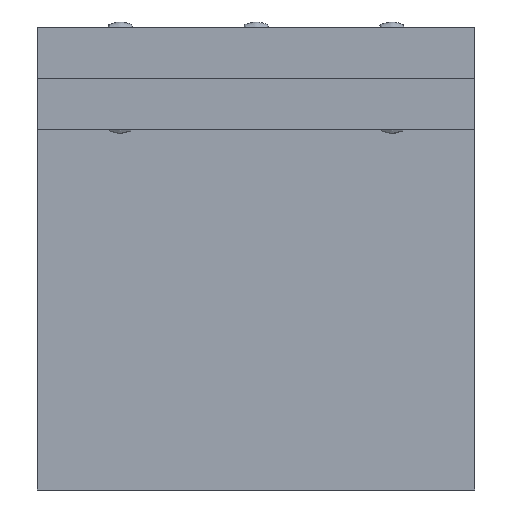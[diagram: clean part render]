
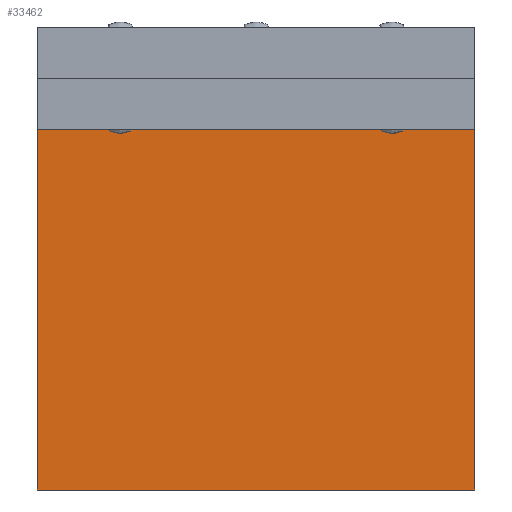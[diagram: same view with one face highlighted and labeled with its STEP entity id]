
A CAD part, left-side view. The second image highlights one B-rep face of the part: STEP entity #33462.
In plain terms, the highlighted planar face has unit normal (-1, 0, 0).
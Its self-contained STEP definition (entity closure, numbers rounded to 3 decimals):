
#31061 = VERTEX_POINT('',#31062);
#31062 = CARTESIAN_POINT('',(-27.5,42.5,0.));
#31071 = PLANE('',#31072);
#31072 = AXIS2_PLACEMENT_3D('',#31073,#31074,#31075);
#31073 = CARTESIAN_POINT('',(-42.5,42.5,0.));
#31074 = DIRECTION('',(0.,1.,0.));
#31075 = DIRECTION('',(1.,0.,0.));
#31083 = PLANE('',#31084);
#31084 = AXIS2_PLACEMENT_3D('',#31085,#31086,#31087);
#31085 = CARTESIAN_POINT('',(0.,0.,0.));
#31086 = DIRECTION('',(-0.,-0.,-1.));
#31087 = DIRECTION('',(-1.,0.,0.));
#31095 = EDGE_CURVE('',#31061,#31096,#31098,.T.);
#31096 = VERTEX_POINT('',#31097);
#31097 = CARTESIAN_POINT('',(-27.5,42.5,70.));
#31098 = SURFACE_CURVE('',#31099,(#31103,#31110),.PCURVE_S1.);
#31099 = LINE('',#31100,#31101);
#31100 = CARTESIAN_POINT('',(-27.5,42.5,0.));
#31101 = VECTOR('',#31102,1.);
#31102 = DIRECTION('',(0.,0.,1.));
#31103 = PCURVE('',#31071,#31104);
#31104 = DEFINITIONAL_REPRESENTATION('',(#31105),#31109);
#31105 = LINE('',#31106,#31107);
#31106 = CARTESIAN_POINT('',(15.,0.));
#31107 = VECTOR('',#31108,1.);
#31108 = DIRECTION('',(0.,-1.));
#31109 = ( GEOMETRIC_REPRESENTATION_CONTEXT(2) 
PARAMETRIC_REPRESENTATION_CONTEXT() REPRESENTATION_CONTEXT('2D SPACE',''
  ) );
#31110 = PCURVE('',#31111,#31116);
#31111 = PLANE('',#31112);
#31112 = AXIS2_PLACEMENT_3D('',#31113,#31114,#31115);
#31113 = CARTESIAN_POINT('',(-27.5,-42.5,0.));
#31114 = DIRECTION('',(1.,0.,0.));
#31115 = DIRECTION('',(0.,-1.,0.));
#31116 = DEFINITIONAL_REPRESENTATION('',(#31117),#31121);
#31117 = LINE('',#31118,#31119);
#31118 = CARTESIAN_POINT('',(-85.,0.));
#31119 = VECTOR('',#31120,1.);
#31120 = DIRECTION('',(-0.,-1.));
#31121 = ( GEOMETRIC_REPRESENTATION_CONTEXT(2) 
PARAMETRIC_REPRESENTATION_CONTEXT() REPRESENTATION_CONTEXT('2D SPACE',''
  ) );
#31139 = PLANE('',#31140);
#31140 = AXIS2_PLACEMENT_3D('',#31141,#31142,#31143);
#31141 = CARTESIAN_POINT('',(-35.,0.,70.));
#31142 = DIRECTION('',(0.,0.,-1.));
#31143 = DIRECTION('',(-1.,-0.,-0.));
#31876 = VERTEX_POINT('',#31877);
#31877 = CARTESIAN_POINT('',(-27.5,-42.5,0.));
#31891 = PLANE('',#31892);
#31892 = AXIS2_PLACEMENT_3D('',#31893,#31894,#31895);
#31893 = CARTESIAN_POINT('',(42.5,-42.5,0.));
#31894 = DIRECTION('',(0.,-1.,0.));
#31895 = DIRECTION('',(-1.,0.,0.));
#31903 = EDGE_CURVE('',#31876,#31061,#31904,.T.);
#31904 = SURFACE_CURVE('',#31905,(#31909,#31916),.PCURVE_S1.);
#31905 = LINE('',#31906,#31907);
#31906 = CARTESIAN_POINT('',(-27.5,-42.5,0.));
#31907 = VECTOR('',#31908,1.);
#31908 = DIRECTION('',(-0.,1.,0.));
#31909 = PCURVE('',#31083,#31910);
#31910 = DEFINITIONAL_REPRESENTATION('',(#31911),#31915);
#31911 = LINE('',#31912,#31913);
#31912 = CARTESIAN_POINT('',(27.5,-42.5));
#31913 = VECTOR('',#31914,1.);
#31914 = DIRECTION('',(0.,1.));
#31915 = ( GEOMETRIC_REPRESENTATION_CONTEXT(2) 
PARAMETRIC_REPRESENTATION_CONTEXT() REPRESENTATION_CONTEXT('2D SPACE',''
  ) );
#31916 = PCURVE('',#31111,#31917);
#31917 = DEFINITIONAL_REPRESENTATION('',(#31918),#31922);
#31918 = LINE('',#31919,#31920);
#31919 = CARTESIAN_POINT('',(-0.,0.));
#31920 = VECTOR('',#31921,1.);
#31921 = DIRECTION('',(-1.,0.));
#31922 = ( GEOMETRIC_REPRESENTATION_CONTEXT(2) 
PARAMETRIC_REPRESENTATION_CONTEXT() REPRESENTATION_CONTEXT('2D SPACE',''
  ) );
#33358 = VERTEX_POINT('',#33359);
#33359 = CARTESIAN_POINT('',(-27.5,-42.5,70.));
#33380 = EDGE_CURVE('',#33358,#31096,#33381,.T.);
#33381 = SURFACE_CURVE('',#33382,(#33386,#33393),.PCURVE_S1.);
#33382 = LINE('',#33383,#33384);
#33383 = CARTESIAN_POINT('',(-27.5,-42.5,70.));
#33384 = VECTOR('',#33385,1.);
#33385 = DIRECTION('',(-0.,1.,0.));
#33386 = PCURVE('',#31139,#33387);
#33387 = DEFINITIONAL_REPRESENTATION('',(#33388),#33392);
#33388 = LINE('',#33389,#33390);
#33389 = CARTESIAN_POINT('',(-7.5,-42.5));
#33390 = VECTOR('',#33391,1.);
#33391 = DIRECTION('',(-0.,1.));
#33392 = ( GEOMETRIC_REPRESENTATION_CONTEXT(2) 
PARAMETRIC_REPRESENTATION_CONTEXT() REPRESENTATION_CONTEXT('2D SPACE',''
  ) );
#33393 = PCURVE('',#31111,#33394);
#33394 = DEFINITIONAL_REPRESENTATION('',(#33395),#33399);
#33395 = LINE('',#33396,#33397);
#33396 = CARTESIAN_POINT('',(-0.,-70.));
#33397 = VECTOR('',#33398,1.);
#33398 = DIRECTION('',(-1.,0.));
#33399 = ( GEOMETRIC_REPRESENTATION_CONTEXT(2) 
PARAMETRIC_REPRESENTATION_CONTEXT() REPRESENTATION_CONTEXT('2D SPACE',''
  ) );
#33462 = ADVANCED_FACE('',(#33463),#31111,.F.);
#33463 = FACE_BOUND('',#33464,.T.);
#33464 = EDGE_LOOP('',(#33465,#33486,#33487,#33488));
#33465 = ORIENTED_EDGE('',*,*,#33466,.T.);
#33466 = EDGE_CURVE('',#31876,#33358,#33467,.T.);
#33467 = SURFACE_CURVE('',#33468,(#33472,#33479),.PCURVE_S1.);
#33468 = LINE('',#33469,#33470);
#33469 = CARTESIAN_POINT('',(-27.5,-42.5,0.));
#33470 = VECTOR('',#33471,1.);
#33471 = DIRECTION('',(0.,0.,1.));
#33472 = PCURVE('',#31111,#33473);
#33473 = DEFINITIONAL_REPRESENTATION('',(#33474),#33478);
#33474 = LINE('',#33475,#33476);
#33475 = CARTESIAN_POINT('',(-0.,0.));
#33476 = VECTOR('',#33477,1.);
#33477 = DIRECTION('',(-0.,-1.));
#33478 = ( GEOMETRIC_REPRESENTATION_CONTEXT(2) 
PARAMETRIC_REPRESENTATION_CONTEXT() REPRESENTATION_CONTEXT('2D SPACE',''
  ) );
#33479 = PCURVE('',#31891,#33480);
#33480 = DEFINITIONAL_REPRESENTATION('',(#33481),#33485);
#33481 = LINE('',#33482,#33483);
#33482 = CARTESIAN_POINT('',(70.,0.));
#33483 = VECTOR('',#33484,1.);
#33484 = DIRECTION('',(0.,-1.));
#33485 = ( GEOMETRIC_REPRESENTATION_CONTEXT(2) 
PARAMETRIC_REPRESENTATION_CONTEXT() REPRESENTATION_CONTEXT('2D SPACE',''
  ) );
#33486 = ORIENTED_EDGE('',*,*,#33380,.T.);
#33487 = ORIENTED_EDGE('',*,*,#31095,.F.);
#33488 = ORIENTED_EDGE('',*,*,#31903,.F.);
